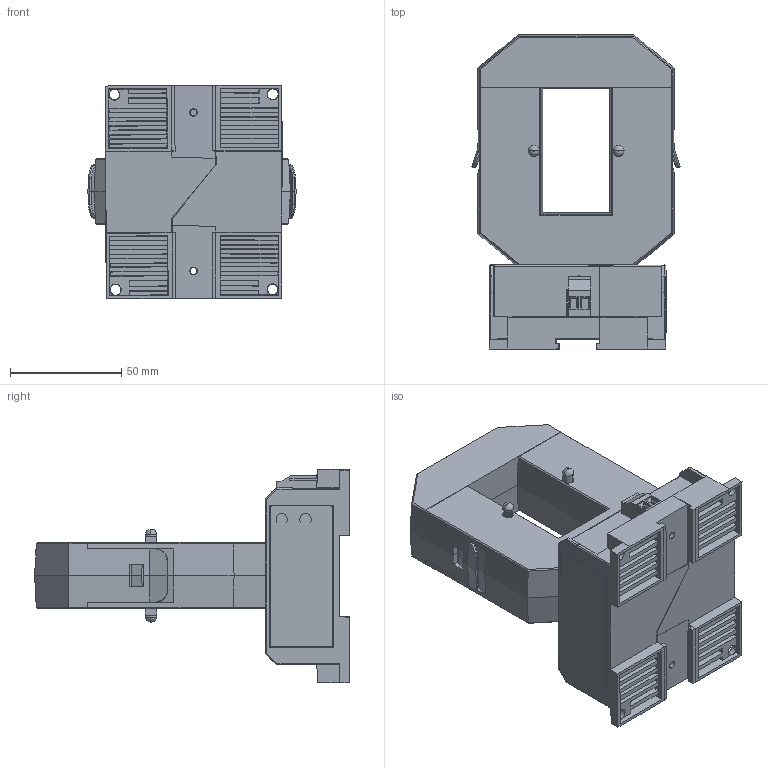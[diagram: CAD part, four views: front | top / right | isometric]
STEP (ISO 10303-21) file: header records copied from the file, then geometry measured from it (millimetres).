
FILE_DESCRIPTION (( 'STEP AP214' ), '1' );
FILE_NAME ('ACTR600-42L-S.STEP', '2020-10-20T14:30:43', ( '' ), ( '' ), 'SwSTEP 2.0', 'SolidWorks 2017', '' );
FILE_SCHEMA (( 'AUTOMOTIVE_DESIGN' ));
Length unit declared in the file: inch
Products named in the file (1): ACTR600-42L-S
Bounding box: 93.57 x 141.45 x 96.04 mm (x, y, z)
Volume: 131010.2 mm3; surface area: 143627.5 mm2
Topology: 15 solids, 15 shells, 1439 faces, 3966 edges, 2590 vertices
Faces by surface type: plane 1182, cylinder 144, cone 76, bspline 35, sphere 2
Entity records: 46629 total; most frequent: CARTESIAN_POINT 9969, ORIENTED_EDGE 7932, DIRECTION 6979, EDGE_CURVE 3966, LINE 3393, VECTOR 3393, VERTEX_POINT 2590, AXIS2_PLACEMENT_3D 1793
